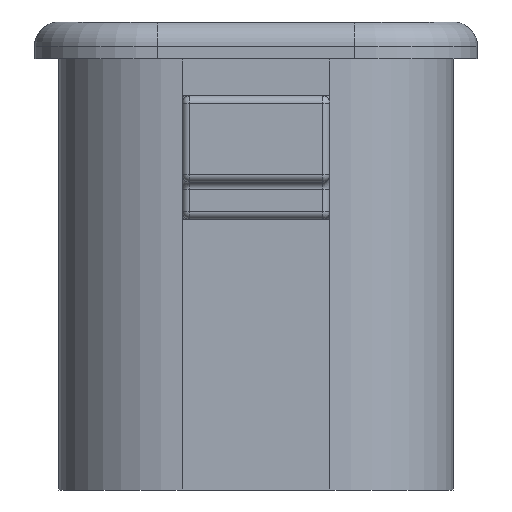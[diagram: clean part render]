
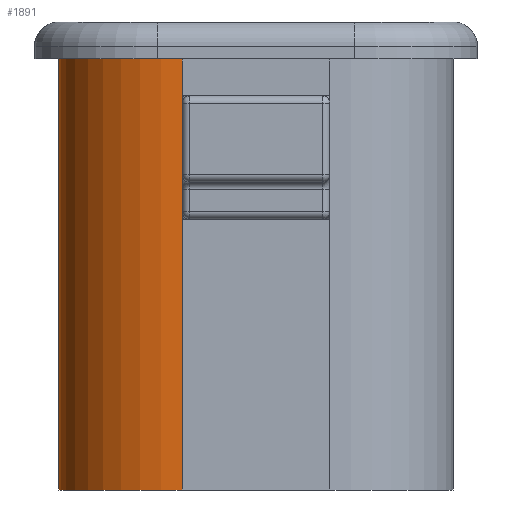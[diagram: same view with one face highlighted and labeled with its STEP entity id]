
A CAD part, left-side view. The second image highlights one B-rep face of the part: STEP entity #1891.
In plain terms, the highlighted cylindrical face has radius 5 mm (diameter 10 mm), a partial arc.
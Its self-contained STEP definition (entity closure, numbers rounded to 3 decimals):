
#287 = EDGE_LOOP ( 'NONE', ( #6187, #2282, #4065, #1080, #6372, #1841 ) ) ;
#446 = DIRECTION ( 'NONE',  ( -1., 0., 0. ) ) ;
#487 = CARTESIAN_POINT ( 'NONE',  ( 0., 11., 17.5 ) ) ;
#774 = CARTESIAN_POINT ( 'NONE',  ( 0., 11., 19. ) ) ;
#907 = DIRECTION ( 'NONE',  ( 0., 0., -1. ) ) ;
#1055 = AXIS2_PLACEMENT_3D ( 'NONE', #3496, #907, #3045 ) ;
#1080 = ORIENTED_EDGE ( 'NONE', *, *, #6073, .F. ) ;
#1155 = CARTESIAN_POINT ( 'NONE',  ( 5., 16., 19. ) ) ;
#1211 = VECTOR ( 'NONE', #2192, 1000. ) ;
#1262 = DIRECTION ( 'NONE',  ( 1., 0., 0. ) ) ;
#1397 = VERTEX_POINT ( 'NONE', #487 ) ;
#1532 = FACE_OUTER_BOUND ( 'NONE', #287, .T. ) ;
#1841 = ORIENTED_EDGE ( 'NONE', *, *, #6320, .F. ) ;
#1891 = ADVANCED_FACE ( 'NONE', ( #1532 ), #2455, .T. ) ;
#1921 = VERTEX_POINT ( 'NONE', #4766 ) ;
#2022 = CARTESIAN_POINT ( 'NONE',  ( 0., 11., 19. ) ) ;
#2144 = LINE ( 'NONE', #1155, #4318 ) ;
#2192 = DIRECTION ( 'NONE',  ( 0., 0., -1. ) ) ;
#2282 = ORIENTED_EDGE ( 'NONE', *, *, #5108, .F. ) ;
#2390 = VECTOR ( 'NONE', #5559, 1000. ) ;
#2442 = CARTESIAN_POINT ( 'NONE',  ( 0., 11., 11. ) ) ;
#2455 = CYLINDRICAL_SURFACE ( 'NONE', #1055, 5. ) ;
#2524 = CARTESIAN_POINT ( 'NONE',  ( 0., 11., 11. ) ) ;
#2970 = DIRECTION ( 'NONE',  ( 0., 0., -1. ) ) ;
#3045 = DIRECTION ( 'NONE',  ( -1., 0., 0. ) ) ;
#3140 = EDGE_CURVE ( 'NONE', #5704, #3711, #3298, .T. ) ;
#3278 = CIRCLE ( 'NONE', #3379, 5. ) ;
#3298 = LINE ( 'NONE', #774, #1211 ) ;
#3368 = VECTOR ( 'NONE', #2970, 1000. ) ;
#3379 = AXIS2_PLACEMENT_3D ( 'NONE', #5311, #4286, #1262 ) ;
#3496 = CARTESIAN_POINT ( 'NONE',  ( 5., 11., 19. ) ) ;
#3676 = DIRECTION ( 'NONE',  ( 0., 0., 1. ) ) ;
#3711 = VERTEX_POINT ( 'NONE', #5011 ) ;
#3819 = CIRCLE ( 'NONE', #4654, 5. ) ;
#4065 = ORIENTED_EDGE ( 'NONE', *, *, #4913, .F. ) ;
#4286 = DIRECTION ( 'NONE',  ( 0., 0., 1. ) ) ;
#4318 = VECTOR ( 'NONE', #3676, 1000. ) ;
#4461 = EDGE_CURVE ( 'NONE', #1397, #5219, #5113, .T. ) ;
#4481 = CARTESIAN_POINT ( 'NONE',  ( 0., 11., 16. ) ) ;
#4654 = AXIS2_PLACEMENT_3D ( 'NONE', #4994, #5386, #446 ) ;
#4766 = CARTESIAN_POINT ( 'NONE',  ( 5., 16., 17.5 ) ) ;
#4913 = EDGE_CURVE ( 'NONE', #5095, #1921, #2144, .T. ) ;
#4994 = CARTESIAN_POINT ( 'NONE',  ( 5., 11., 0. ) ) ;
#5011 = CARTESIAN_POINT ( 'NONE',  ( 0., 11., 0. ) ) ;
#5095 = VERTEX_POINT ( 'NONE', #5344 ) ;
#5108 = EDGE_CURVE ( 'NONE', #1921, #1397, #3278, .T. ) ;
#5113 = LINE ( 'NONE', #2022, #2390 ) ;
#5219 = VERTEX_POINT ( 'NONE', #4481 ) ;
#5311 = CARTESIAN_POINT ( 'NONE',  ( 5., 11., 17.5 ) ) ;
#5344 = CARTESIAN_POINT ( 'NONE',  ( 5., 16., 0. ) ) ;
#5386 = DIRECTION ( 'NONE',  ( 0., 0., -1. ) ) ;
#5559 = DIRECTION ( 'NONE',  ( 0., 0., -1. ) ) ;
#5704 = VERTEX_POINT ( 'NONE', #2524 ) ;
#6073 = EDGE_CURVE ( 'NONE', #3711, #5095, #3819, .T. ) ;
#6187 = ORIENTED_EDGE ( 'NONE', *, *, #4461, .F. ) ;
#6320 = EDGE_CURVE ( 'NONE', #5219, #5704, #6529, .T. ) ;
#6372 = ORIENTED_EDGE ( 'NONE', *, *, #3140, .F. ) ;
#6529 = LINE ( 'NONE', #2442, #3368 ) ;
